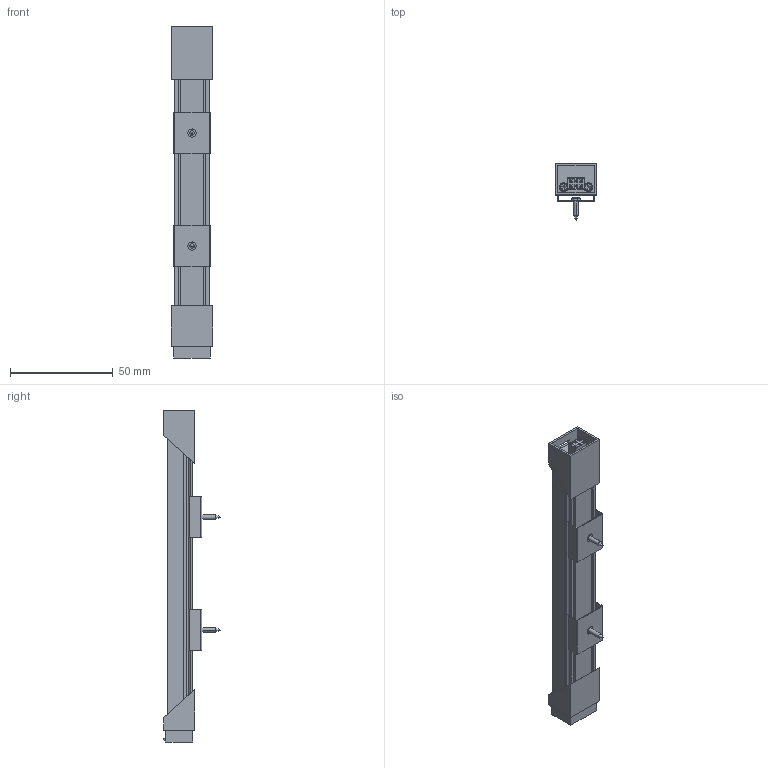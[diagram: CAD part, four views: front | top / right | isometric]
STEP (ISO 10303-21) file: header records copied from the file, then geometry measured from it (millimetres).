
FILE_DESCRIPTION (( 'STEP AP203' ), '1' );
FILE_NAME ('LED Lichtleiste.STEP', '2015-07-27T04:51:22', ( 'admin' ), ( 'Hewlett-Packard Company' ), 'SwSTEP 2.0', 'SolidWorks 2014', '' );
FILE_SCHEMA (( 'CONFIG_CONTROL_DESIGN' ));
Length unit declared in the file: millimetre
Products named in the file (1): LED Lichtleiste
Bounding box: 20 x 27.7 x 161.7 mm (x, y, z)
Volume: 22266.4 mm3; surface area: 34501.6 mm2
Topology: 5 solids, 5 shells, 607 faces, 1661 edges, 1044 vertices
Faces by surface type: plane 503, cylinder 72, cone 28, sphere 4
Entity records: 18997 total; most frequent: CARTESIAN_POINT 3456, ORIENTED_EDGE 3298, DIRECTION 3025, EDGE_CURVE 1649, LINE 1431, VECTOR 1431, VERTEX_POINT 1044, AXIS2_PLACEMENT_3D 797
